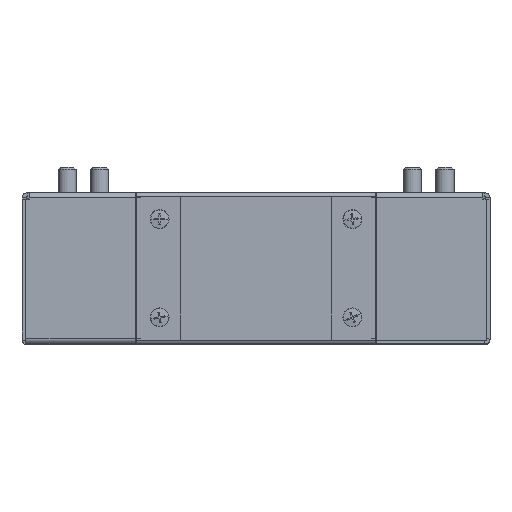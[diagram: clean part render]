
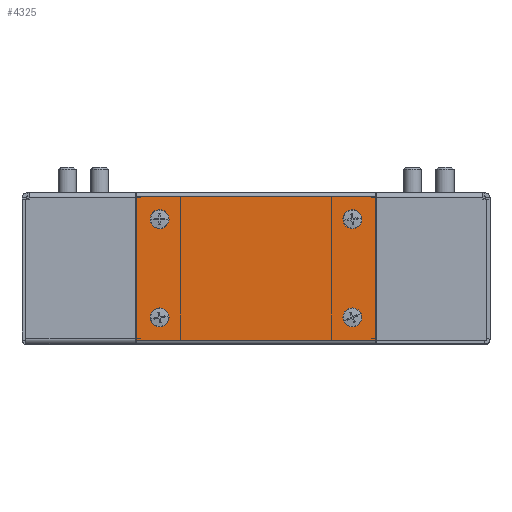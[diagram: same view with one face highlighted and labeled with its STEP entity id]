
A CAD part, top view. The second image highlights one B-rep face of the part: STEP entity #4325.
In plain terms, the highlighted planar face has unit normal (0, 0, 1).
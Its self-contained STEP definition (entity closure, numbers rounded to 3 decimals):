
#84 = CARTESIAN_POINT ( 'NONE',  ( 19.5, 17.5, -1658.369 ) ) ;
#198 = CARTESIAN_POINT ( 'NONE',  ( 158.5, 97.5, -1658.369 ) ) ;
#233 = CARTESIAN_POINT ( 'NONE',  ( 143., 17.5, -1658.369 ) ) ;
#404 = ORIENTED_EDGE ( 'NONE', *, *, #2212, .F. ) ;
#529 = VERTEX_POINT ( 'NONE', #84 ) ;
#573 = DIRECTION ( 'NONE',  ( 0., 0., 1. ) ) ;
#715 = EDGE_LOOP ( 'NONE', ( #3367, #6813, #7469, #8401 ) ) ;
#775 = AXIS2_PLACEMENT_3D ( 'NONE', #233, #2128, #4144 ) ;
#844 = DIRECTION ( 'NONE',  ( -1., 0., 0. ) ) ;
#855 = VECTOR ( 'NONE', #6047, 1000. ) ;
#983 = DIRECTION ( 'NONE',  ( -1., 0., 0. ) ) ;
#1092 = CARTESIAN_POINT ( 'NONE',  ( 19.5, 82.5, -1658.369 ) ) ;
#1118 = VERTEX_POINT ( 'NONE', #3933 ) ;
#1279 = DIRECTION ( 'NONE',  ( 1., 0., 0. ) ) ;
#1342 = CARTESIAN_POINT ( 'NONE',  ( 143., 17.5, -1658.369 ) ) ;
#1429 = EDGE_LOOP ( 'NONE', ( #4724, #2945 ) ) ;
#1711 = VERTEX_POINT ( 'NONE', #1092 ) ;
#1785 = DIRECTION ( 'NONE',  ( 1., 0., 0. ) ) ;
#1815 = DIRECTION ( 'NONE',  ( 0., 0., 1. ) ) ;
#1832 = VERTEX_POINT ( 'NONE', #2458 ) ;
#1942 = DIRECTION ( 'NONE',  ( 0., -1., 0. ) ) ;
#2128 = DIRECTION ( 'NONE',  ( 0., 0., 1. ) ) ;
#2131 = CIRCLE ( 'NONE', #5815, 4. ) ;
#2138 = CIRCLE ( 'NONE', #3509, 4. ) ;
#2143 = VECTOR ( 'NONE', #1785, 1000. ) ;
#2158 = EDGE_CURVE ( 'NONE', #1711, #1832, #5821, .T. ) ;
#2185 = VERTEX_POINT ( 'NONE', #7786 ) ;
#2212 = EDGE_CURVE ( 'NONE', #3771, #2185, #2131, .T. ) ;
#2259 = EDGE_LOOP ( 'NONE', ( #404, #7538 ) ) ;
#2325 = CARTESIAN_POINT ( 'NONE',  ( 11.5, 17.5, -1658.369 ) ) ;
#2332 = EDGE_CURVE ( 'NONE', #1118, #8262, #7959, .T. ) ;
#2423 = CARTESIAN_POINT ( 'NONE',  ( 15.5, 17.5, -1658.369 ) ) ;
#2431 = DIRECTION ( 'NONE',  ( 1., 0., 0. ) ) ;
#2458 = CARTESIAN_POINT ( 'NONE',  ( 11.5, 82.5, -1658.369 ) ) ;
#2474 = FACE_BOUND ( 'NONE', #5611, .T. ) ;
#2517 = CARTESIAN_POINT ( 'NONE',  ( 15.5, 82.5, -1658.369 ) ) ;
#2598 = EDGE_CURVE ( 'NONE', #1832, #1711, #6398, .T. ) ;
#2711 = EDGE_CURVE ( 'NONE', #8262, #5702, #5606, .T. ) ;
#2815 = CARTESIAN_POINT ( 'NONE',  ( 15.5, 82.5, -1658.369 ) ) ;
#2932 = VERTEX_POINT ( 'NONE', #6461 ) ;
#2945 = ORIENTED_EDGE ( 'NONE', *, *, #5103, .F. ) ;
#3088 = VERTEX_POINT ( 'NONE', #2325 ) ;
#3243 = CIRCLE ( 'NONE', #6648, 4. ) ;
#3252 = CIRCLE ( 'NONE', #775, 4. ) ;
#3271 = CARTESIAN_POINT ( 'NONE',  ( 0., 2.5, -1658.369 ) ) ;
#3359 = EDGE_LOOP ( 'NONE', ( #8218, #5166 ) ) ;
#3367 = ORIENTED_EDGE ( 'NONE', *, *, #2332, .T. ) ;
#3391 = EDGE_CURVE ( 'NONE', #5702, #6322, #5834, .T. ) ;
#3485 = EDGE_CURVE ( 'NONE', #6322, #1118, #4846, .T. ) ;
#3509 = AXIS2_PLACEMENT_3D ( 'NONE', #6545, #4533, #1279 ) ;
#3760 = DIRECTION ( 'NONE',  ( 0., 0., 1. ) ) ;
#3771 = VERTEX_POINT ( 'NONE', #5618 ) ;
#3793 = DIRECTION ( 'NONE',  ( 0., 0., 1. ) ) ;
#3841 = DIRECTION ( 'NONE',  ( 1., 0., 0. ) ) ;
#3933 = CARTESIAN_POINT ( 'NONE',  ( 0., 97.5, -1658.369 ) ) ;
#3950 = EDGE_CURVE ( 'NONE', #4922, #2932, #8434, .T. ) ;
#4144 = DIRECTION ( 'NONE',  ( -1., 0., 0. ) ) ;
#4325 = ADVANCED_FACE ( 'NONE', ( #2474, #5169, #5208, #4397, #7053 ), #5719, .T. ) ;
#4397 = FACE_BOUND ( 'NONE', #2259, .T. ) ;
#4493 = CARTESIAN_POINT ( 'NONE',  ( 0., 2.5, -1658.369 ) ) ;
#4532 = DIRECTION ( 'NONE',  ( -1., 0., 0. ) ) ;
#4533 = DIRECTION ( 'NONE',  ( 0., 0., 1. ) ) ;
#4596 = VECTOR ( 'NONE', #1942, 1000. ) ;
#4724 = ORIENTED_EDGE ( 'NONE', *, *, #8096, .F. ) ;
#4734 = AXIS2_PLACEMENT_3D ( 'NONE', #2517, #3760, #4532 ) ;
#4738 = CARTESIAN_POINT ( 'NONE',  ( 147., 17.5, -1658.369 ) ) ;
#4749 = AXIS2_PLACEMENT_3D ( 'NONE', #2815, #6844, #983 ) ;
#4754 = CARTESIAN_POINT ( 'NONE',  ( 158.5, 2.5, -1658.369 ) ) ;
#4846 = LINE ( 'NONE', #198, #855 ) ;
#4866 = CIRCLE ( 'NONE', #7609, 4. ) ;
#4922 = VERTEX_POINT ( 'NONE', #4738 ) ;
#5077 = CARTESIAN_POINT ( 'NONE',  ( 0., 0., -1658.369 ) ) ;
#5083 = CARTESIAN_POINT ( 'NONE',  ( 158.5, 97.5, -1658.369 ) ) ;
#5103 = EDGE_CURVE ( 'NONE', #3088, #529, #3243, .T. ) ;
#5166 = ORIENTED_EDGE ( 'NONE', *, *, #7679, .F. ) ;
#5169 = FACE_BOUND ( 'NONE', #1429, .T. ) ;
#5208 = FACE_BOUND ( 'NONE', #3359, .T. ) ;
#5606 = LINE ( 'NONE', #4493, #2143 ) ;
#5611 = EDGE_LOOP ( 'NONE', ( #7113, #5666 ) ) ;
#5618 = CARTESIAN_POINT ( 'NONE',  ( 147., 82.5, -1658.369 ) ) ;
#5666 = ORIENTED_EDGE ( 'NONE', *, *, #2598, .F. ) ;
#5702 = VERTEX_POINT ( 'NONE', #4754 ) ;
#5707 = DIRECTION ( 'NONE',  ( 1., 0., 0. ) ) ;
#5713 = AXIS2_PLACEMENT_3D ( 'NONE', #5077, #1815, #3841 ) ;
#5719 = PLANE ( 'NONE',  #5713 ) ;
#5777 = VECTOR ( 'NONE', #7808, 1000. ) ;
#5784 = EDGE_CURVE ( 'NONE', #2185, #3771, #4866, .T. ) ;
#5815 = AXIS2_PLACEMENT_3D ( 'NONE', #7055, #573, #2431 ) ;
#5821 = CIRCLE ( 'NONE', #4734, 4. ) ;
#5834 = LINE ( 'NONE', #5915, #5777 ) ;
#5915 = CARTESIAN_POINT ( 'NONE',  ( 158.5, 100., -1658.369 ) ) ;
#6047 = DIRECTION ( 'NONE',  ( -1., 0., 0. ) ) ;
#6322 = VERTEX_POINT ( 'NONE', #5083 ) ;
#6398 = CIRCLE ( 'NONE', #4749, 4. ) ;
#6461 = CARTESIAN_POINT ( 'NONE',  ( 139., 17.5, -1658.369 ) ) ;
#6505 = AXIS2_PLACEMENT_3D ( 'NONE', #1342, #7840, #844 ) ;
#6545 = CARTESIAN_POINT ( 'NONE',  ( 15.5, 17.5, -1658.369 ) ) ;
#6648 = AXIS2_PLACEMENT_3D ( 'NONE', #2423, #3793, #6920 ) ;
#6813 = ORIENTED_EDGE ( 'NONE', *, *, #2711, .T. ) ;
#6844 = DIRECTION ( 'NONE',  ( 0., 0., 1. ) ) ;
#6920 = DIRECTION ( 'NONE',  ( 1., 0., 0. ) ) ;
#7053 = FACE_OUTER_BOUND ( 'NONE', #715, .T. ) ;
#7055 = CARTESIAN_POINT ( 'NONE',  ( 143., 82.5, -1658.369 ) ) ;
#7113 = ORIENTED_EDGE ( 'NONE', *, *, #2158, .F. ) ;
#7313 = CARTESIAN_POINT ( 'NONE',  ( 0., 100., -1658.369 ) ) ;
#7469 = ORIENTED_EDGE ( 'NONE', *, *, #3391, .T. ) ;
#7538 = ORIENTED_EDGE ( 'NONE', *, *, #5784, .F. ) ;
#7609 = AXIS2_PLACEMENT_3D ( 'NONE', #7643, #7686, #5707 ) ;
#7643 = CARTESIAN_POINT ( 'NONE',  ( 143., 82.5, -1658.369 ) ) ;
#7679 = EDGE_CURVE ( 'NONE', #2932, #4922, #3252, .T. ) ;
#7686 = DIRECTION ( 'NONE',  ( 0., 0., 1. ) ) ;
#7786 = CARTESIAN_POINT ( 'NONE',  ( 139., 82.5, -1658.369 ) ) ;
#7808 = DIRECTION ( 'NONE',  ( 0., 1., 0. ) ) ;
#7840 = DIRECTION ( 'NONE',  ( 0., 0., 1. ) ) ;
#7959 = LINE ( 'NONE', #7313, #4596 ) ;
#8096 = EDGE_CURVE ( 'NONE', #529, #3088, #2138, .T. ) ;
#8218 = ORIENTED_EDGE ( 'NONE', *, *, #3950, .F. ) ;
#8262 = VERTEX_POINT ( 'NONE', #3271 ) ;
#8401 = ORIENTED_EDGE ( 'NONE', *, *, #3485, .T. ) ;
#8434 = CIRCLE ( 'NONE', #6505, 4. ) ;
